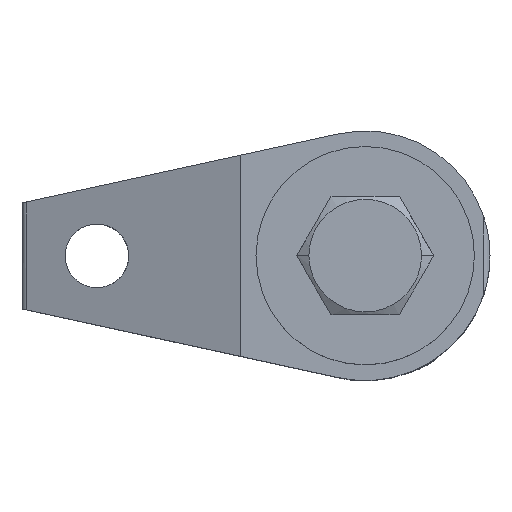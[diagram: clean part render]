
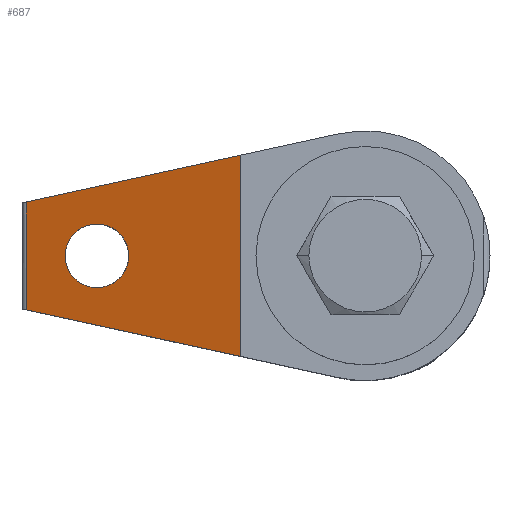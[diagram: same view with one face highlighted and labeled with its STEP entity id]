
A CAD part, top view. The second image highlights one B-rep face of the part: STEP entity #687.
In plain terms, the highlighted planar face has unit normal (-0.311, 0, 0.951).
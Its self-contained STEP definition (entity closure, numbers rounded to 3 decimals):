
#583=EDGE_CURVE('',#981,#853,#1465,.T.);
#633=VERTEX_POINT('',#1522);
#635=EDGE_CURVE('',#995,#633,#1524,.T.);
#639=EDGE_CURVE('',#1225,#993,#1528,.T.);
#687=ADVANCED_FACE('',(#1581,#1582),#1583,.T.);
#809=EDGE_CURVE('',#981,#633,#1726,.T.);
#853=VERTEX_POINT('',#1777);
#981=VERTEX_POINT('',#1913);
#993=VERTEX_POINT('',#1926);
#995=VERTEX_POINT('',#1928);
#1201=EDGE_CURVE('',#853,#995,#2152,.T.);
#1225=VERTEX_POINT('',#2179);
#1239=EDGE_CURVE('',#993,#1225,#2193,.T.);
#1465=LINE('',#2492,#2493);
#1522=CARTESIAN_POINT('',(-20.,-16.116,93.0));
#1524=LINE('',#2604,#2605);
#1528=ELLIPSE('',#2611,5.366,5.1);
#1581=FACE_BOUND('',#2695,.T.);
#1582=FACE_OUTER_BOUND('',#2696,.T.);
#1583=PLANE('',#2697);
#1726=LINE('',#2883,#2884);
#1777=CARTESIAN_POINT('',(-54.311,8.65,81.785));
#1913=CARTESIAN_POINT('',(-20.,16.116,93.0));
#1926=CARTESIAN_POINT('',(-37.9,0.,87.149));
#1928=CARTESIAN_POINT('',(-54.311,-8.65,81.785));
#2152=LINE('',#3581,#3582);
#2179=CARTESIAN_POINT('',(-48.1,0.,83.815));
#2193=ELLIPSE('',#3640,5.366,5.1);
#2492=CARTESIAN_POINT('',(-30.826,13.76,89.462));
#2493=VECTOR('',#3899,1.0);
#2604=CARTESIAN_POINT('',(-53.851,-8.75,81.936));
#2605=VECTOR('',#3976,1.0);
#2611=AXIS2_PLACEMENT_3D('',#3980,#3981,#3982);
#2695=EDGE_LOOP('',(#4047,#4048));
#2696=EDGE_LOOP('',(#4049,#4050,#4051,#4052));
#2697=AXIS2_PLACEMENT_3D('',#4053,#4054,#4055);
#2883=CARTESIAN_POINT('',(-20.,0.,93.0));
#2884=VECTOR('',#4263,1.0);
#3581=CARTESIAN_POINT('',(-54.311,0.,81.785));
#3582=VECTOR('',#4689,1.0);
#3640=AXIS2_PLACEMENT_3D('',#4728,#4729,#4730);
#3899=DIRECTION('',(-0.931,-0.203,-0.304));
#3976=DIRECTION('',(0.931,-0.203,0.304));
#3980=CARTESIAN_POINT('',(-43.0,0.0,85.482));
#3981=DIRECTION('',(0.311,0.,-0.951));
#3982=DIRECTION('',(0.951,0.0,0.311));
#4047=ORIENTED_EDGE('',*,*,#639,.T.);
#4048=ORIENTED_EDGE('',*,*,#1239,.T.);
#4049=ORIENTED_EDGE('',*,*,#635,.T.);
#4050=ORIENTED_EDGE('',*,*,#809,.F.);
#4051=ORIENTED_EDGE('',*,*,#583,.T.);
#4052=ORIENTED_EDGE('',*,*,#1201,.T.);
#4053=CARTESIAN_POINT('',(-54.311,0.,81.785));
#4054=DIRECTION('',(-0.311,0.,0.951));
#4055=DIRECTION('',(0.0,-1.0,0.));
#4263=DIRECTION('',(0.0,-1.0,0.));
#4689=DIRECTION('',(0.0,-1.0,0.));
#4728=CARTESIAN_POINT('',(-43.0,0.0,85.482));
#4729=DIRECTION('',(0.311,0.,-0.951));
#4730=DIRECTION('',(0.951,0.0,0.311));
